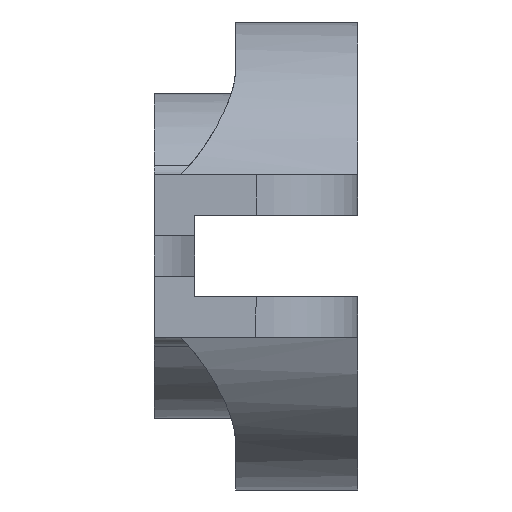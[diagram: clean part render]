
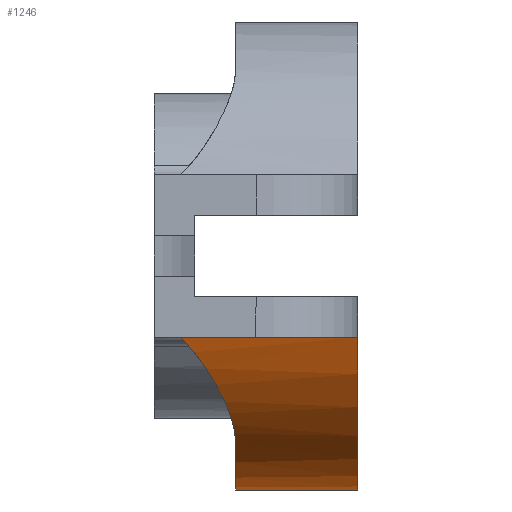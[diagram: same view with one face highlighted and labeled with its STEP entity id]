
A CAD part, left-side view. The second image highlights one B-rep face of the part: STEP entity #1246.
In plain terms, the highlighted cylindrical face has radius 11.5 mm (diameter 23 mm), a partial arc.
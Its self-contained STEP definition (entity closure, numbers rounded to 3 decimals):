
#287=CARTESIAN_POINT('',(-10.782,0.,-4.));
#288=VERTEX_POINT('',#287);
#295=CARTESIAN_POINT('',(10.782,0.,-4.));
#296=VERTEX_POINT('',#295);
#297=CARTESIAN_POINT('',(0.0,0.0,0.0));
#298=DIRECTION('',(0.0,-1.0,0.0));
#299=DIRECTION('',(1.0,0.0,0.0));
#300=AXIS2_PLACEMENT_3D('',#297,#298,#299);
#301=CIRCLE('',#300,11.5);
#302=EDGE_CURVE('',#288,#296,#301,.T.);
#518=CARTESIAN_POINT('',(-10.782,8.697,-4.));
#519=VERTEX_POINT('',#518);
#527=CARTESIAN_POINT('',(-10.782,0.,-4.));
#528=DIRECTION('',(0.0,1.0,0.0));
#529=VECTOR('',#528,8.697);
#530=LINE('',#527,#529);
#531=EDGE_CURVE('',#288,#519,#530,.T.);
#649=CARTESIAN_POINT('',(-7.,6.0,-9.124));
#650=VERTEX_POINT('',#649);
#657=CARTESIAN_POINT('',(-10.782,8.697,-4.));
#658=CARTESIAN_POINT('',(-10.653,8.324,-4.347));
#659=CARTESIAN_POINT('',(-10.472,7.981,-4.775));
#660=CARTESIAN_POINT('',(-10.26,7.683,-5.194));
#661=CARTESIAN_POINT('',(-10.139,7.512,-5.433));
#662=CARTESIAN_POINT('',(-10.011,7.359,-5.666));
#663=CARTESIAN_POINT('',(-9.867,7.21,-5.908));
#664=CARTESIAN_POINT('',(-9.514,6.848,-6.496));
#665=CARTESIAN_POINT('',(-9.068,6.531,-7.114));
#666=CARTESIAN_POINT('',(-8.551,6.313,-7.69));
#667=CARTESIAN_POINT('',(-8.078,6.114,-8.216));
#668=CARTESIAN_POINT('',(-7.545,6.,-8.706));
#669=CARTESIAN_POINT('',(-7.,6.,-9.124));
#670=B_SPLINE_CURVE_WITH_KNOTS('',3,(#657,#658,#659,#660,#661,#662,#663,#664,#665,#666,#667,#668,#669),.UNSPECIFIED.,.F.,.U.,(4,3,3,3,4),(0.163,0.326,0.419,0.644,0.851),.UNSPECIFIED.);
#671=EDGE_CURVE('',#519,#650,#670,.T.);
#773=CARTESIAN_POINT('',(10.782,8.697,-4.));
#774=VERTEX_POINT('',#773);
#782=CARTESIAN_POINT('',(7.,6.,-9.124));
#783=VERTEX_POINT('',#782);
#784=CARTESIAN_POINT('',(7.,6.,-9.124));
#785=CARTESIAN_POINT('',(7.587,6.,-8.674));
#786=CARTESIAN_POINT('',(8.159,6.132,-8.14));
#787=CARTESIAN_POINT('',(8.658,6.36,-7.569));
#788=CARTESIAN_POINT('',(9.182,6.598,-6.97));
#789=CARTESIAN_POINT('',(9.626,6.939,-6.33));
#790=CARTESIAN_POINT('',(9.97,7.321,-5.731));
#791=CARTESIAN_POINT('',(10.069,7.431,-5.559));
#792=CARTESIAN_POINT('',(10.16,7.543,-5.391));
#793=CARTESIAN_POINT('',(10.248,7.665,-5.219));
#794=CARTESIAN_POINT('',(10.453,7.95,-4.816));
#795=CARTESIAN_POINT('',(10.63,8.277,-4.403));
#796=CARTESIAN_POINT('',(10.759,8.633,-4.06));
#797=CARTESIAN_POINT('',(10.767,8.655,-4.04));
#798=CARTESIAN_POINT('',(10.775,8.676,-4.02));
#799=CARTESIAN_POINT('',(10.782,8.697,-4.));
#800=B_SPLINE_CURVE_WITH_KNOTS('',3,(#784,#785,#786,#787,#788,#789,#790,#791,#792,#793,#794,#795,#796,#797,#798,#799),.UNSPECIFIED.,.F.,.U.,(4,3,3,3,3,4),(0.646,0.868,1.1,1.167,1.324,1.333),.UNSPECIFIED.);
#801=EDGE_CURVE('',#783,#774,#800,.T.);
#841=CARTESIAN_POINT('',(0.0,6.,0.0));
#842=DIRECTION('',(0.0,-1.0,0.0));
#843=DIRECTION('',(1.0,0.0,0.0));
#844=AXIS2_PLACEMENT_3D('',#841,#842,#843);
#845=CIRCLE('',#844,11.5);
#846=EDGE_CURVE('',#650,#783,#845,.T.);
#1228=CARTESIAN_POINT('',(0.0,5.0,0.0));
#1229=DIRECTION('',(0.0,-1.0,0.0));
#1230=DIRECTION('',(1.0,0.0,0.0));
#1231=AXIS2_PLACEMENT_3D('',#1228,#1229,#1230);
#1232=CYLINDRICAL_SURFACE('',#1231,11.5);
#1233=ORIENTED_EDGE('',*,*,#671,.T.);
#1234=ORIENTED_EDGE('',*,*,#846,.T.);
#1235=ORIENTED_EDGE('',*,*,#801,.T.);
#1236=CARTESIAN_POINT('',(10.782,8.697,-4.));
#1237=DIRECTION('',(0.0,-1.0,0.0));
#1238=VECTOR('',#1237,8.697);
#1239=LINE('',#1236,#1238);
#1240=EDGE_CURVE('',#774,#296,#1239,.T.);
#1241=ORIENTED_EDGE('',*,*,#1240,.T.);
#1242=ORIENTED_EDGE('',*,*,#302,.F.);
#1243=ORIENTED_EDGE('',*,*,#531,.T.);
#1244=EDGE_LOOP('',(#1233,#1234,#1235,#1241,#1242,#1243));
#1245=FACE_OUTER_BOUND('',#1244,.T.);
#1246=ADVANCED_FACE('',(#1245),#1232,.T.);
